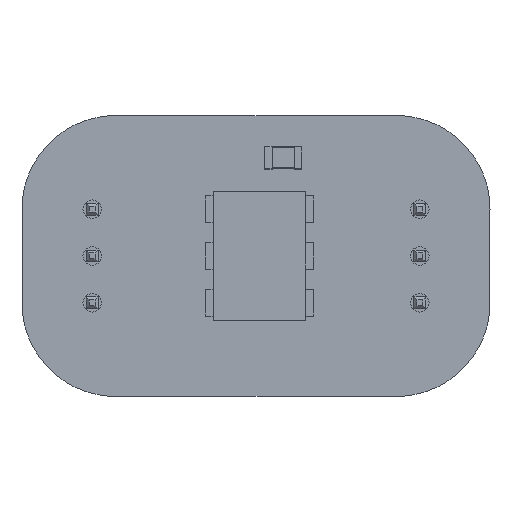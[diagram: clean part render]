
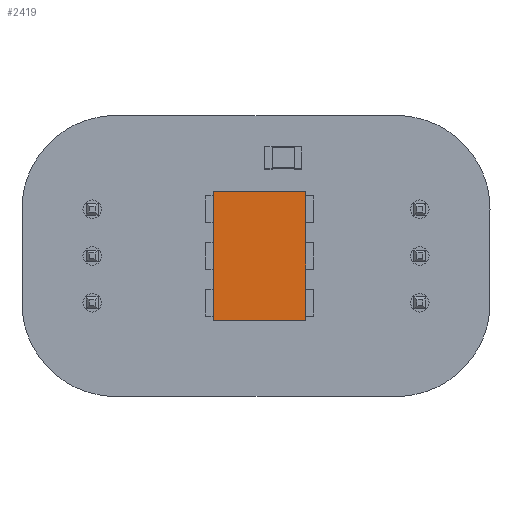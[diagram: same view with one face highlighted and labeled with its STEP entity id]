
A CAD part, top view. The second image highlights one B-rep face of the part: STEP entity #2419.
In plain terms, the highlighted planar face has unit normal (0, 0, 1).
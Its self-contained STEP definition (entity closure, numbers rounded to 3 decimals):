
#2105 = VERTEX_POINT('',#2106);
#2106 = CARTESIAN_POINT('',(-3.5,2.5,1.55));
#2113 = PLANE('',#2114);
#2114 = AXIS2_PLACEMENT_3D('',#2115,#2116,#2117);
#2115 = CARTESIAN_POINT('',(-3.5,2.5,0.1));
#2116 = DIRECTION('',(0.,1.,0.));
#2117 = DIRECTION('',(1.,0.,0.));
#2125 = PLANE('',#2126);
#2126 = AXIS2_PLACEMENT_3D('',#2127,#2128,#2129);
#2127 = CARTESIAN_POINT('',(-3.5,-2.5,0.1));
#2128 = DIRECTION('',(-1.,0.,0.));
#2129 = DIRECTION('',(0.,1.,0.));
#2137 = EDGE_CURVE('',#2105,#2138,#2140,.T.);
#2138 = VERTEX_POINT('',#2139);
#2139 = CARTESIAN_POINT('',(3.5,2.5,1.55));
#2140 = SURFACE_CURVE('',#2141,(#2145,#2152),.PCURVE_S1.);
#2141 = LINE('',#2142,#2143);
#2142 = CARTESIAN_POINT('',(-3.5,2.5,1.55));
#2143 = VECTOR('',#2144,1.);
#2144 = DIRECTION('',(1.,0.,0.));
#2145 = PCURVE('',#2113,#2146);
#2146 = DEFINITIONAL_REPRESENTATION('',(#2147),#2151);
#2147 = LINE('',#2148,#2149);
#2148 = CARTESIAN_POINT('',(0.,-1.45));
#2149 = VECTOR('',#2150,1.);
#2150 = DIRECTION('',(1.,0.));
#2151 = ( GEOMETRIC_REPRESENTATION_CONTEXT(2) 
PARAMETRIC_REPRESENTATION_CONTEXT() REPRESENTATION_CONTEXT('2D SPACE',''
  ) );
#2152 = PCURVE('',#2153,#2158);
#2153 = PLANE('',#2154);
#2154 = AXIS2_PLACEMENT_3D('',#2155,#2156,#2157);
#2155 = CARTESIAN_POINT('',(0.,0.,1.55));
#2156 = DIRECTION('',(-0.,-0.,-1.));
#2157 = DIRECTION('',(-1.,0.,0.));
#2158 = DEFINITIONAL_REPRESENTATION('',(#2159),#2163);
#2159 = LINE('',#2160,#2161);
#2160 = CARTESIAN_POINT('',(3.5,2.5));
#2161 = VECTOR('',#2162,1.);
#2162 = DIRECTION('',(-1.,0.));
#2163 = ( GEOMETRIC_REPRESENTATION_CONTEXT(2) 
PARAMETRIC_REPRESENTATION_CONTEXT() REPRESENTATION_CONTEXT('2D SPACE',''
  ) );
#2181 = PLANE('',#2182);
#2182 = AXIS2_PLACEMENT_3D('',#2183,#2184,#2185);
#2183 = CARTESIAN_POINT('',(3.5,2.5,0.1));
#2184 = DIRECTION('',(1.,0.,0.));
#2185 = DIRECTION('',(0.,-1.,0.));
#2223 = EDGE_CURVE('',#2138,#2224,#2226,.T.);
#2224 = VERTEX_POINT('',#2225);
#2225 = CARTESIAN_POINT('',(3.5,-2.5,1.55));
#2226 = SURFACE_CURVE('',#2227,(#2231,#2238),.PCURVE_S1.);
#2227 = LINE('',#2228,#2229);
#2228 = CARTESIAN_POINT('',(3.5,2.5,1.55));
#2229 = VECTOR('',#2230,1.);
#2230 = DIRECTION('',(0.,-1.,0.));
#2231 = PCURVE('',#2181,#2232);
#2232 = DEFINITIONAL_REPRESENTATION('',(#2233),#2237);
#2233 = LINE('',#2234,#2235);
#2234 = CARTESIAN_POINT('',(0.,-1.45));
#2235 = VECTOR('',#2236,1.);
#2236 = DIRECTION('',(1.,0.));
#2237 = ( GEOMETRIC_REPRESENTATION_CONTEXT(2) 
PARAMETRIC_REPRESENTATION_CONTEXT() REPRESENTATION_CONTEXT('2D SPACE',''
  ) );
#2238 = PCURVE('',#2153,#2239);
#2239 = DEFINITIONAL_REPRESENTATION('',(#2240),#2244);
#2240 = LINE('',#2241,#2242);
#2241 = CARTESIAN_POINT('',(-3.5,2.5));
#2242 = VECTOR('',#2243,1.);
#2243 = DIRECTION('',(0.,-1.));
#2244 = ( GEOMETRIC_REPRESENTATION_CONTEXT(2) 
PARAMETRIC_REPRESENTATION_CONTEXT() REPRESENTATION_CONTEXT('2D SPACE',''
  ) );
#2262 = PLANE('',#2263);
#2263 = AXIS2_PLACEMENT_3D('',#2264,#2265,#2266);
#2264 = CARTESIAN_POINT('',(3.5,-2.5,0.1));
#2265 = DIRECTION('',(0.,-1.,0.));
#2266 = DIRECTION('',(-1.,0.,0.));
#2299 = EDGE_CURVE('',#2224,#2300,#2302,.T.);
#2300 = VERTEX_POINT('',#2301);
#2301 = CARTESIAN_POINT('',(-3.5,-2.5,1.55));
#2302 = SURFACE_CURVE('',#2303,(#2307,#2314),.PCURVE_S1.);
#2303 = LINE('',#2304,#2305);
#2304 = CARTESIAN_POINT('',(3.5,-2.5,1.55));
#2305 = VECTOR('',#2306,1.);
#2306 = DIRECTION('',(-1.,0.,0.));
#2307 = PCURVE('',#2262,#2308);
#2308 = DEFINITIONAL_REPRESENTATION('',(#2309),#2313);
#2309 = LINE('',#2310,#2311);
#2310 = CARTESIAN_POINT('',(0.,-1.45));
#2311 = VECTOR('',#2312,1.);
#2312 = DIRECTION('',(1.,0.));
#2313 = ( GEOMETRIC_REPRESENTATION_CONTEXT(2) 
PARAMETRIC_REPRESENTATION_CONTEXT() REPRESENTATION_CONTEXT('2D SPACE',''
  ) );
#2314 = PCURVE('',#2153,#2315);
#2315 = DEFINITIONAL_REPRESENTATION('',(#2316),#2320);
#2316 = LINE('',#2317,#2318);
#2317 = CARTESIAN_POINT('',(-3.5,-2.5));
#2318 = VECTOR('',#2319,1.);
#2319 = DIRECTION('',(1.,0.));
#2320 = ( GEOMETRIC_REPRESENTATION_CONTEXT(2) 
PARAMETRIC_REPRESENTATION_CONTEXT() REPRESENTATION_CONTEXT('2D SPACE',''
  ) );
#2370 = EDGE_CURVE('',#2300,#2105,#2371,.T.);
#2371 = SURFACE_CURVE('',#2372,(#2376,#2383),.PCURVE_S1.);
#2372 = LINE('',#2373,#2374);
#2373 = CARTESIAN_POINT('',(-3.5,-2.5,1.55));
#2374 = VECTOR('',#2375,1.);
#2375 = DIRECTION('',(0.,1.,0.));
#2376 = PCURVE('',#2125,#2377);
#2377 = DEFINITIONAL_REPRESENTATION('',(#2378),#2382);
#2378 = LINE('',#2379,#2380);
#2379 = CARTESIAN_POINT('',(0.,-1.45));
#2380 = VECTOR('',#2381,1.);
#2381 = DIRECTION('',(1.,0.));
#2382 = ( GEOMETRIC_REPRESENTATION_CONTEXT(2) 
PARAMETRIC_REPRESENTATION_CONTEXT() REPRESENTATION_CONTEXT('2D SPACE',''
  ) );
#2383 = PCURVE('',#2153,#2384);
#2384 = DEFINITIONAL_REPRESENTATION('',(#2385),#2389);
#2385 = LINE('',#2386,#2387);
#2386 = CARTESIAN_POINT('',(3.5,-2.5));
#2387 = VECTOR('',#2388,1.);
#2388 = DIRECTION('',(0.,1.));
#2389 = ( GEOMETRIC_REPRESENTATION_CONTEXT(2) 
PARAMETRIC_REPRESENTATION_CONTEXT() REPRESENTATION_CONTEXT('2D SPACE',''
  ) );
#2419 = ADVANCED_FACE('',(#2420),#2153,.F.);
#2420 = FACE_BOUND('',#2421,.F.);
#2421 = EDGE_LOOP('',(#2422,#2423,#2424,#2425));
#2422 = ORIENTED_EDGE('',*,*,#2137,.T.);
#2423 = ORIENTED_EDGE('',*,*,#2223,.T.);
#2424 = ORIENTED_EDGE('',*,*,#2299,.T.);
#2425 = ORIENTED_EDGE('',*,*,#2370,.T.);
